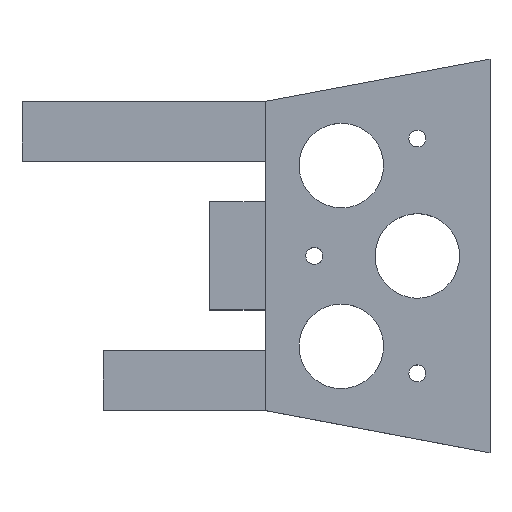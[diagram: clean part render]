
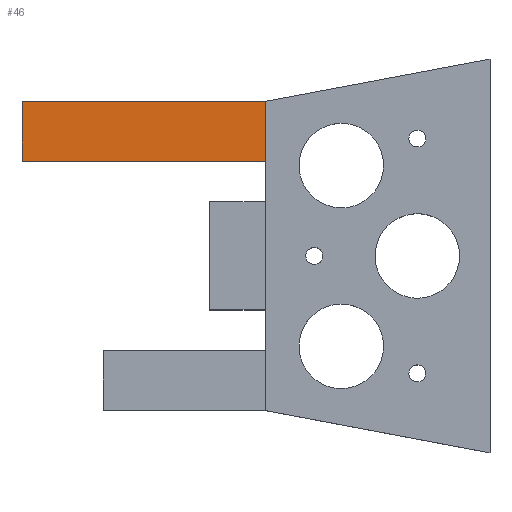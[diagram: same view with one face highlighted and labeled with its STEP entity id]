
A CAD part, top view. The second image highlights one B-rep face of the part: STEP entity #46.
In plain terms, the highlighted planar face has unit normal (0, 0, 1).
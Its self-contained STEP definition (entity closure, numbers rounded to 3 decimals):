
#46=ADVANCED_FACE('',(#80),#596,.T.);
#80=FACE_OUTER_BOUND('',#120,.T.);
#120=EDGE_LOOP('',(#218,#219,#220,#221));
#218=ORIENTED_EDGE('',*,*,#392,.F.);
#219=ORIENTED_EDGE('',*,*,#356,.T.);
#220=ORIENTED_EDGE('',*,*,#359,.T.);
#221=ORIENTED_EDGE('',*,*,#362,.T.);
#356=EDGE_CURVE('',#527,#529,#482,.T.);
#359=EDGE_CURVE('',#529,#531,#485,.T.);
#362=EDGE_CURVE('',#531,#533,#488,.T.);
#392=EDGE_CURVE('',#527,#533,#500,.T.);
#482=B_SPLINE_CURVE_WITH_KNOTS('',1,(#924,#925),.UNSPECIFIED.,.F.,.F.,(2,
2),(-190.25,-118.25),.UNSPECIFIED.);
#485=B_SPLINE_CURVE_WITH_KNOTS('',1,(#930,#931),.UNSPECIFIED.,.F.,.F.,(2,
2),(-118.25,-100.5),.UNSPECIFIED.);
#488=B_SPLINE_CURVE_WITH_KNOTS('',1,(#936,#937),.UNSPECIFIED.,.F.,.F.,(2,
2),(-100.5,-28.5),.UNSPECIFIED.);
#500=B_SPLINE_CURVE_WITH_KNOTS('',1,(#1032,#1033),.UNSPECIFIED.,.F.,.F.,
(2,2),(254.805,271.31),.UNSPECIFIED.);
#527=VERTEX_POINT('',#831);
#529=VERTEX_POINT('',#833);
#531=VERTEX_POINT('',#835);
#533=VERTEX_POINT('',#837);
#596=PLANE('',#638);
#638=AXIS2_PLACEMENT_3D('',#808,#663,$);
#663=DIRECTION('',(0.,0.,1.));
#808=CARTESIAN_POINT('',(-960.072,79.438,20.));
#831=CARTESIAN_POINT('',(-870.76,198.,20.));
#833=CARTESIAN_POINT('',(-942.76,198.,20.));
#835=CARTESIAN_POINT('',(-942.76,180.25,20.));
#837=CARTESIAN_POINT('',(-870.76,180.25,20.));
#924=CARTESIAN_POINT('',(-870.76,198.,20.));
#925=CARTESIAN_POINT('',(-942.76,198.,20.));
#930=CARTESIAN_POINT('',(-942.76,198.,20.));
#931=CARTESIAN_POINT('',(-942.76,180.25,20.));
#936=CARTESIAN_POINT('',(-942.76,180.25,20.));
#937=CARTESIAN_POINT('',(-870.76,180.25,20.));
#1032=CARTESIAN_POINT('',(-870.76,198.,20.));
#1033=CARTESIAN_POINT('',(-870.76,180.25,20.));
